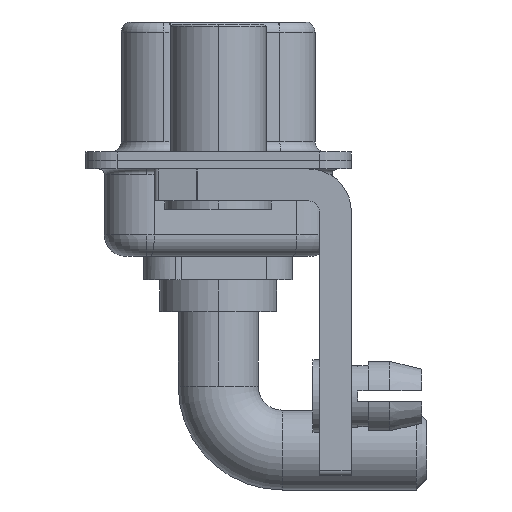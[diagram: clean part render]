
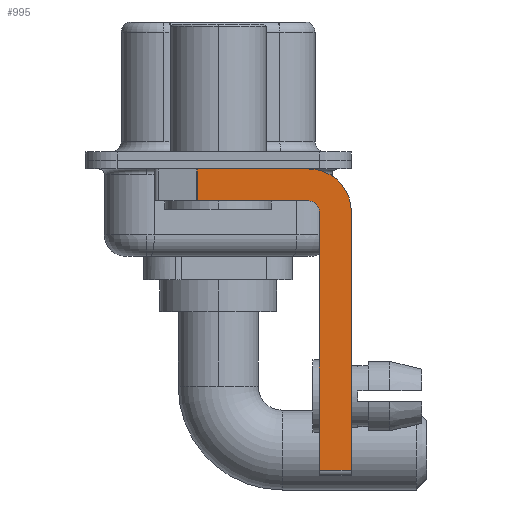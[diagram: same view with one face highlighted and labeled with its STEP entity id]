
A CAD part, left-side view. The second image highlights one B-rep face of the part: STEP entity #995.
In plain terms, the highlighted planar face has unit normal (-1, 0, 0).
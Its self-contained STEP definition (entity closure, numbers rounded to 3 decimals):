
#152 = DIRECTION ( 'NONE',  ( 0., 0., 1. ) ) ;
#275 = LINE ( 'NONE', #3051, #3429 ) ;
#511 = DIRECTION ( 'NONE',  ( 0., 0., 1. ) ) ;
#544 = ORIENTED_EDGE ( 'NONE', *, *, #3948, .T. ) ;
#666 = LINE ( 'NONE', #2059, #13208 ) ;
#995 = ADVANCED_FACE ( 'NONE', ( #4409 ), #15145, .F. ) ;
#1343 = VERTEX_POINT ( 'NONE', #17779 ) ;
#1965 = EDGE_CURVE ( 'NONE', #2920, #17407, #275, .T. ) ;
#2059 = CARTESIAN_POINT ( 'NONE',  ( -2.9, -4.25, -1.9 ) ) ;
#2511 = DIRECTION ( 'NONE',  ( 0., 0., -1. ) ) ;
#2920 = VERTEX_POINT ( 'NONE', #6306 ) ;
#2936 = VERTEX_POINT ( 'NONE', #12180 ) ;
#3051 = CARTESIAN_POINT ( 'NONE',  ( -2.9, -4.25, -14.55 ) ) ;
#3311 = VECTOR ( 'NONE', #8045, 1000. ) ;
#3429 = VECTOR ( 'NONE', #15368, 1000. ) ;
#3589 = LINE ( 'NONE', #12328, #3311 ) ;
#3724 = CARTESIAN_POINT ( 'NONE',  ( -2.9, 0.978, -1.9 ) ) ;
#3810 = CIRCLE ( 'NONE', #19359, 0.5 ) ;
#3948 = EDGE_CURVE ( 'NONE', #2936, #5714, #12038, .T. ) ;
#4245 = ORIENTED_EDGE ( 'NONE', *, *, #1965, .T. ) ;
#4409 = FACE_OUTER_BOUND ( 'NONE', #5066, .T. ) ;
#4513 = DIRECTION ( 'NONE',  ( 0., 0., -1. ) ) ;
#5066 = EDGE_LOOP ( 'NONE', ( #7717, #544, #11069, #17894, #14664, #4245, #9125, #15971 ) ) ;
#5311 = CARTESIAN_POINT ( 'NONE',  ( -2.9, -4.75, -2.4 ) ) ;
#5396 = DIRECTION ( 'NONE',  ( 0., 0., -1. ) ) ;
#5491 = DIRECTION ( 'NONE',  ( 1., 0., 0. ) ) ;
#5714 = VERTEX_POINT ( 'NONE', #17243 ) ;
#5944 = EDGE_CURVE ( 'NONE', #16521, #17537, #3810, .T. ) ;
#5977 = CARTESIAN_POINT ( 'NONE',  ( -2.9, -4.25, -0.4 ) ) ;
#6306 = CARTESIAN_POINT ( 'NONE',  ( -2.9, -4.75, -14.55 ) ) ;
#7717 = ORIENTED_EDGE ( 'NONE', *, *, #11735, .F. ) ;
#8045 = DIRECTION ( 'NONE',  ( 0., -1., 0. ) ) ;
#8288 = EDGE_CURVE ( 'NONE', #1343, #17407, #9617, .T. ) ;
#9125 = ORIENTED_EDGE ( 'NONE', *, *, #8288, .F. ) ;
#9447 = VECTOR ( 'NONE', #2511, 1000. ) ;
#9482 = EDGE_CURVE ( 'NONE', #12961, #1343, #11842, .T. ) ;
#9518 = DIRECTION ( 'NONE',  ( 0., 0., -1. ) ) ;
#9605 = AXIS2_PLACEMENT_3D ( 'NONE', #19110, #5491, #5396 ) ;
#9617 = LINE ( 'NONE', #18767, #12439 ) ;
#10710 = AXIS2_PLACEMENT_3D ( 'NONE', #13844, #16829, #4513 ) ;
#11069 = ORIENTED_EDGE ( 'NONE', *, *, #16462, .F. ) ;
#11319 = LINE ( 'NONE', #17391, #17615 ) ;
#11735 = EDGE_CURVE ( 'NONE', #2936, #12961, #3589, .T. ) ;
#11842 = CIRCLE ( 'NONE', #9605, 2. ) ;
#12038 = LINE ( 'NONE', #3724, #9447 ) ;
#12180 = CARTESIAN_POINT ( 'NONE',  ( -2.9, 0.978, -0.4 ) ) ;
#12328 = CARTESIAN_POINT ( 'NONE',  ( -2.9, 3., -0.4 ) ) ;
#12439 = VECTOR ( 'NONE', #9518, 1000. ) ;
#12961 = VERTEX_POINT ( 'NONE', #5977 ) ;
#13060 = EDGE_CURVE ( 'NONE', #2920, #16521, #11319, .T. ) ;
#13208 = VECTOR ( 'NONE', #15372, 1000. ) ;
#13697 = CARTESIAN_POINT ( 'NONE',  ( -2.9, -4.25, -1.9 ) ) ;
#13756 = CARTESIAN_POINT ( 'NONE',  ( -2.9, -4.25, -2.4 ) ) ;
#13844 = CARTESIAN_POINT ( 'NONE',  ( -2.9, -4.25, -2.4 ) ) ;
#14664 = ORIENTED_EDGE ( 'NONE', *, *, #13060, .F. ) ;
#15145 = PLANE ( 'NONE',  #10710 ) ;
#15368 = DIRECTION ( 'NONE',  ( 0., -1., 0. ) ) ;
#15372 = DIRECTION ( 'NONE',  ( 0., 1., 0. ) ) ;
#15971 = ORIENTED_EDGE ( 'NONE', *, *, #9482, .F. ) ;
#15987 = CARTESIAN_POINT ( 'NONE',  ( -2.9, -6.25, -14.55 ) ) ;
#16462 = EDGE_CURVE ( 'NONE', #17537, #5714, #666, .T. ) ;
#16521 = VERTEX_POINT ( 'NONE', #5311 ) ;
#16631 = DIRECTION ( 'NONE',  ( -1., 0., 0. ) ) ;
#16829 = DIRECTION ( 'NONE',  ( 1., 0., 0. ) ) ;
#17243 = CARTESIAN_POINT ( 'NONE',  ( -2.9, 0.978, -1.9 ) ) ;
#17391 = CARTESIAN_POINT ( 'NONE',  ( -2.9, -4.75, -14.8 ) ) ;
#17407 = VERTEX_POINT ( 'NONE', #15987 ) ;
#17537 = VERTEX_POINT ( 'NONE', #13697 ) ;
#17615 = VECTOR ( 'NONE', #511, 1000. ) ;
#17779 = CARTESIAN_POINT ( 'NONE',  ( -2.9, -6.25, -2.4 ) ) ;
#17894 = ORIENTED_EDGE ( 'NONE', *, *, #5944, .F. ) ;
#18767 = CARTESIAN_POINT ( 'NONE',  ( -2.9, -6.25, -2.4 ) ) ;
#19110 = CARTESIAN_POINT ( 'NONE',  ( -2.9, -4.25, -2.4 ) ) ;
#19359 = AXIS2_PLACEMENT_3D ( 'NONE', #13756, #16631, #152 ) ;
